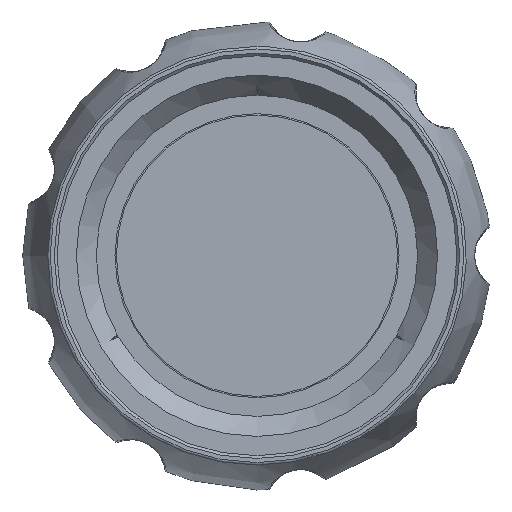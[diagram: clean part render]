
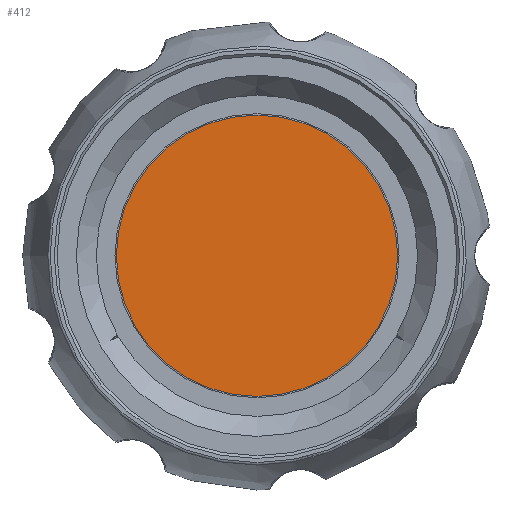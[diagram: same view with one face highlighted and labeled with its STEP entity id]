
A CAD part, left-side view. The second image highlights one B-rep face of the part: STEP entity #412.
In plain terms, the highlighted planar face has unit normal (-1, 0, 0).
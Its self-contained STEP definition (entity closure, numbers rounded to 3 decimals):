
#278=PLANE('',#1729);
#306=FACE_OUTER_BOUND('',#640,.T.);
#412=ADVANCED_FACE('',(#306),#278,.T.);
#640=EDGE_LOOP('',(#804));
#804=ORIENTED_EDGE('',*,*,#1371,.F.);
#1226=VERTEX_POINT('',#2349);
#1371=EDGE_CURVE('',#1226,#1226,#1594,.T.);
#1594=CIRCLE('',#1728,10.2);
#1728=AXIS2_PLACEMENT_3D('',#2348,#1972,#1973);
#1729=AXIS2_PLACEMENT_3D('',#2350,#1974,#1975);
#1972=DIRECTION('',(1.,0.,0.));
#1973=DIRECTION('',(0.,0.,1.));
#1974=DIRECTION('',(-1.,0.,0.));
#1975=DIRECTION('',(0.,0.,1.));
#2348=CARTESIAN_POINT('',(0.,0.,0.));
#2349=CARTESIAN_POINT('',(0.,0.,10.2));
#2350=CARTESIAN_POINT('',(0.,0.,0.));
